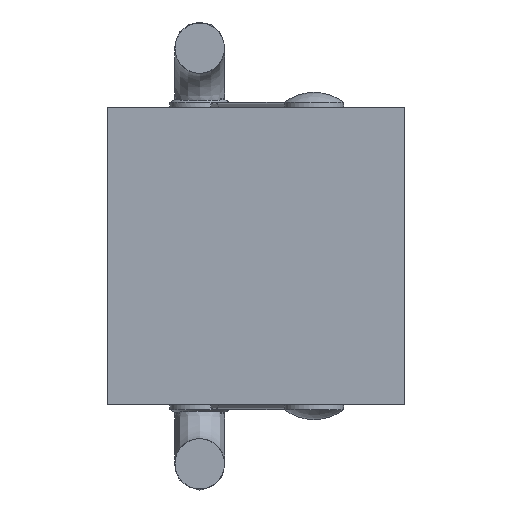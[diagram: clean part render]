
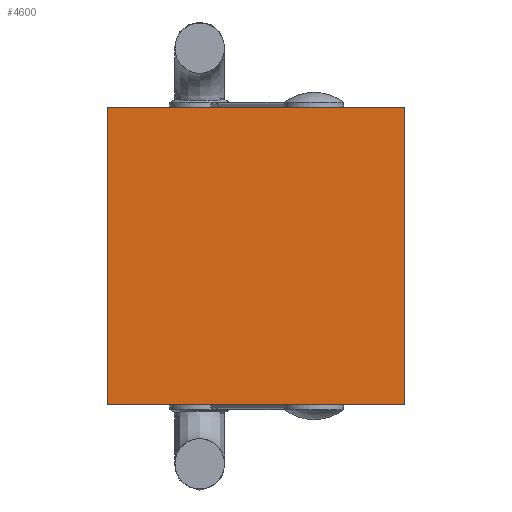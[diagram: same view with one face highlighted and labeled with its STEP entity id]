
A CAD part, front view. The second image highlights one B-rep face of the part: STEP entity #4600.
In plain terms, the highlighted planar face has unit normal (0, -1, 0).
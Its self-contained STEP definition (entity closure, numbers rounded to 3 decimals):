
#249 = VERTEX_POINT ( 'NONE', #8349 ) ;
#327 = CARTESIAN_POINT ( 'NONE',  ( 1.5, -0.51, -1.5 ) ) ;
#1027 = EDGE_LOOP ( 'NONE', ( #6688, #8451, #7946, #8720 ) ) ;
#1121 = LINE ( 'NONE', #327, #7239 ) ;
#1127 = DIRECTION ( 'NONE',  ( 1., 0., 0. ) ) ;
#1511 = VERTEX_POINT ( 'NONE', #4172 ) ;
#2788 = DIRECTION ( 'NONE',  ( -1., 0., 0. ) ) ;
#3135 = DIRECTION ( 'NONE',  ( 0., 0., 1. ) ) ;
#3189 = EDGE_CURVE ( 'NONE', #249, #10291, #8877, .T. ) ;
#3536 = CARTESIAN_POINT ( 'NONE',  ( 0., -0.51, 0. ) ) ;
#3576 = VERTEX_POINT ( 'NONE', #3971 ) ;
#3971 = CARTESIAN_POINT ( 'NONE',  ( 1.5, -0.51, -1.5 ) ) ;
#4172 = CARTESIAN_POINT ( 'NONE',  ( -1.5, -0.51, -1.5 ) ) ;
#4269 = LINE ( 'NONE', #5465, #8239 ) ;
#4349 = DIRECTION ( 'NONE',  ( 0., 0., 1. ) ) ;
#4600 = ADVANCED_FACE ( 'NONE', ( #8193 ), #9062, .F. ) ;
#4617 = DIRECTION ( 'NONE',  ( 0., 0., -1. ) ) ;
#5065 = VECTOR ( 'NONE', #4617, 1000. ) ;
#5465 = CARTESIAN_POINT ( 'NONE',  ( 1.5, -0.51, 1.5 ) ) ;
#6512 = VECTOR ( 'NONE', #2788, 1000. ) ;
#6688 = ORIENTED_EDGE ( 'NONE', *, *, #9506, .T. ) ;
#7041 = EDGE_CURVE ( 'NONE', #1511, #3576, #1121, .T. ) ;
#7239 = VECTOR ( 'NONE', #1127, 1000. ) ;
#7377 = EDGE_CURVE ( 'NONE', #3576, #249, #4269, .T. ) ;
#7667 = CARTESIAN_POINT ( 'NONE',  ( -1.5, -0.51, 1.5 ) ) ;
#7946 = ORIENTED_EDGE ( 'NONE', *, *, #7377, .T. ) ;
#8193 = FACE_OUTER_BOUND ( 'NONE', #1027, .T. ) ;
#8239 = VECTOR ( 'NONE', #3135, 1000. ) ;
#8334 = CARTESIAN_POINT ( 'NONE',  ( 1.5, -0.51, 1.5 ) ) ;
#8349 = CARTESIAN_POINT ( 'NONE',  ( 1.5, -0.51, 1.5 ) ) ;
#8451 = ORIENTED_EDGE ( 'NONE', *, *, #7041, .T. ) ;
#8720 = ORIENTED_EDGE ( 'NONE', *, *, #3189, .T. ) ;
#8877 = LINE ( 'NONE', #8334, #6512 ) ;
#9044 = LINE ( 'NONE', #10161, #5065 ) ;
#9062 = PLANE ( 'NONE',  #9169 ) ;
#9096 = DIRECTION ( 'NONE',  ( 0., 1., 0. ) ) ;
#9169 = AXIS2_PLACEMENT_3D ( 'NONE', #3536, #9096, #4349 ) ;
#9506 = EDGE_CURVE ( 'NONE', #10291, #1511, #9044, .T. ) ;
#10161 = CARTESIAN_POINT ( 'NONE',  ( -1.5, -0.51, 1.5 ) ) ;
#10291 = VERTEX_POINT ( 'NONE', #7667 ) ;
